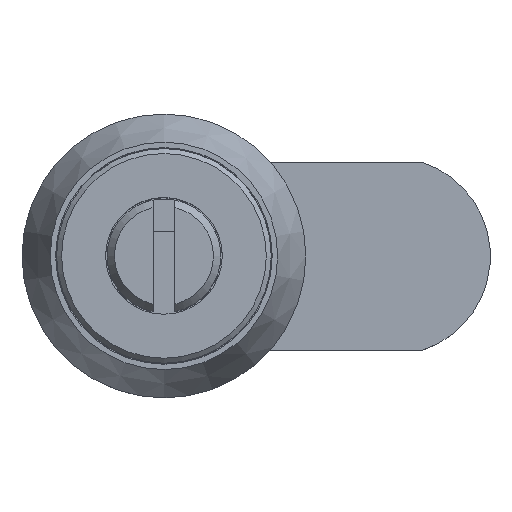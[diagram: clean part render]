
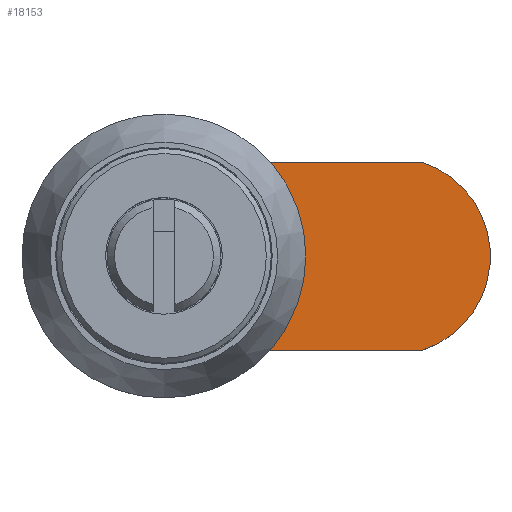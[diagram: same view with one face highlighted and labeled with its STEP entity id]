
A CAD part, top view. The second image highlights one B-rep face of the part: STEP entity #18153.
In plain terms, the highlighted planar face has unit normal (0, 0, 1).
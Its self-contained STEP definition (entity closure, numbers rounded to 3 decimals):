
#3017=LINE('',#52187,#3830);
#3021=LINE('',#52199,#3834);
#3025=LINE('',#52211,#3838);
#3029=LINE('',#52222,#3842);
#3033=LINE('',#52235,#3846);
#3037=LINE('',#52246,#3850);
#3830=VECTOR('',#20090,3.686);
#3834=VECTOR('',#20102,3.873);
#3838=VECTOR('',#20114,3.686);
#3842=VECTOR('',#20126,3.873);
#3846=VECTOR('',#20138,28.245);
#3850=VECTOR('',#20150,28.245);
#4378=PLANE('',#18757);
#4581=FACE_BOUND('',#6468,.T.);
#5437=FACE_OUTER_BOUND('',#6467,.T.);
#6467=EDGE_LOOP('',(#16333,#16334,#16335,#16336));
#6468=EDGE_LOOP('',(#16337,#16338,#16339,#16340,#16341,#16342,#16343,#16344));
#6825=CIRCLE('',#18733,4.);
#6827=CIRCLE('',#18737,4.);
#6829=CIRCLE('',#18741,4.);
#6831=CIRCLE('',#18745,4.);
#6833=CIRCLE('',#18749,10.);
#6835=CIRCLE('',#18753,10.);
#8421=VERTEX_POINT('',#52177);
#8422=VERTEX_POINT('',#52178);
#8425=VERTEX_POINT('',#52186);
#8427=VERTEX_POINT('',#52192);
#8429=VERTEX_POINT('',#52198);
#8431=VERTEX_POINT('',#52204);
#8433=VERTEX_POINT('',#52210);
#8435=VERTEX_POINT('',#52216);
#8437=VERTEX_POINT('',#52225);
#8438=VERTEX_POINT('',#52226);
#8441=VERTEX_POINT('',#52234);
#8443=VERTEX_POINT('',#52240);
#11102=EDGE_CURVE('',#8421,#8422,#6825,.T.);
#11106=EDGE_CURVE('',#8425,#8421,#3017,.T.);
#11109=EDGE_CURVE('',#8427,#8425,#6827,.T.);
#11112=EDGE_CURVE('',#8429,#8427,#3021,.T.);
#11115=EDGE_CURVE('',#8431,#8429,#6829,.T.);
#11118=EDGE_CURVE('',#8433,#8431,#3025,.T.);
#11121=EDGE_CURVE('',#8435,#8433,#6831,.T.);
#11124=EDGE_CURVE('',#8422,#8435,#3029,.T.);
#11126=EDGE_CURVE('',#8437,#8438,#6833,.T.);
#11130=EDGE_CURVE('',#8441,#8437,#3033,.T.);
#11133=EDGE_CURVE('',#8443,#8441,#6835,.T.);
#11136=EDGE_CURVE('',#8438,#8443,#3037,.T.);
#16333=ORIENTED_EDGE('',*,*,#11136,.F.);
#16334=ORIENTED_EDGE('',*,*,#11126,.F.);
#16335=ORIENTED_EDGE('',*,*,#11130,.F.);
#16336=ORIENTED_EDGE('',*,*,#11133,.F.);
#16337=ORIENTED_EDGE('',*,*,#11102,.T.);
#16338=ORIENTED_EDGE('',*,*,#11124,.T.);
#16339=ORIENTED_EDGE('',*,*,#11121,.T.);
#16340=ORIENTED_EDGE('',*,*,#11118,.T.);
#16341=ORIENTED_EDGE('',*,*,#11115,.T.);
#16342=ORIENTED_EDGE('',*,*,#11112,.T.);
#16343=ORIENTED_EDGE('',*,*,#11109,.T.);
#16344=ORIENTED_EDGE('',*,*,#11106,.T.);
#18153=ADVANCED_FACE('',(#5437,#4581),#4378,.F.);
#18733=AXIS2_PLACEMENT_3D('',#52179,#20082,#20083);
#18737=AXIS2_PLACEMENT_3D('',#52193,#20095,#20096);
#18741=AXIS2_PLACEMENT_3D('',#52205,#20107,#20108);
#18745=AXIS2_PLACEMENT_3D('',#52217,#20119,#20120);
#18749=AXIS2_PLACEMENT_3D('',#52227,#20130,#20131);
#18753=AXIS2_PLACEMENT_3D('',#52241,#20143,#20144);
#18757=AXIS2_PLACEMENT_3D('',#52249,#20154,#20155);
#20082=DIRECTION('center_axis',(0.,0.,
-1.));
#20083=DIRECTION('ref_axis',(0.461,0.888,0.));
#20090=DIRECTION('',(1.,0.,0.));
#20095=DIRECTION('center_axis',(0.,0.,
-1.));
#20096=DIRECTION('ref_axis',(-0.875,0.484,0.));
#20102=DIRECTION('',(0.,1.,0.));
#20107=DIRECTION('center_axis',(0.,0.,
-1.));
#20108=DIRECTION('ref_axis',(-0.461,-0.888,0.));
#20114=DIRECTION('',(-1.,0.,0.));
#20119=DIRECTION('center_axis',(0.,0.,
-1.));
#20120=DIRECTION('ref_axis',(0.875,-0.484,0.));
#20126=DIRECTION('',(0.,-1.,0.));
#20130=DIRECTION('center_axis',(0.,0.,
-1.));
#20131=DIRECTION('ref_axis',(0.312,0.95,0.));
#20138=DIRECTION('',(1.,0.,0.));
#20143=DIRECTION('center_axis',(0.,0.,
-1.));
#20144=DIRECTION('ref_axis',(-0.312,-0.95,0.));
#20150=DIRECTION('',(-1.,0.,0.));
#20154=DIRECTION('center_axis',(0.,0.,
-1.));
#20155=DIRECTION('ref_axis',(-1.,0.,0.));
#52177=CARTESIAN_POINT('',(1.843,3.55,-25.2));
#52178=CARTESIAN_POINT('',(3.5,1.936,-25.2));
#52179=CARTESIAN_POINT('Origin',(0.,0.,
-25.2));
#52186=CARTESIAN_POINT('',(-1.843,3.55,-25.2));
#52187=CARTESIAN_POINT('',(5.078,3.55,-25.2));
#52192=CARTESIAN_POINT('',(-3.5,1.936,-25.2));
#52193=CARTESIAN_POINT('Origin',(0.,0.,
-25.2));
#52198=CARTESIAN_POINT('',(-3.5,-1.936,-25.2));
#52199=CARTESIAN_POINT('',(-3.5,-0.968,-25.2));
#52204=CARTESIAN_POINT('',(-1.843,-3.55,-25.2));
#52205=CARTESIAN_POINT('Origin',(0.,0.,
-25.2));
#52210=CARTESIAN_POINT('',(1.843,-3.55,-25.2));
#52211=CARTESIAN_POINT('',(6.922,-3.55,-25.2));
#52216=CARTESIAN_POINT('',(3.5,-1.936,-25.2));
#52217=CARTESIAN_POINT('Origin',(0.,0.,
-25.2));
#52222=CARTESIAN_POINT('',(3.5,0.968,-25.2));
#52225=CARTESIAN_POINT('',(26.122,9.5,-25.2));
#52226=CARTESIAN_POINT('',(26.122,-9.5,-25.2));
#52227=CARTESIAN_POINT('Origin',(23.,0.,-25.2));
#52234=CARTESIAN_POINT('',(-2.122,9.5,-25.2));
#52235=CARTESIAN_POINT('',(-2.122,9.5,-25.2));
#52240=CARTESIAN_POINT('',(-2.122,-9.5,-25.2));
#52241=CARTESIAN_POINT('Origin',(1.,0.,
-25.2));
#52246=CARTESIAN_POINT('',(26.122,-9.5,-25.2));
#52249=CARTESIAN_POINT('Origin',(12.,0.,-25.2));
